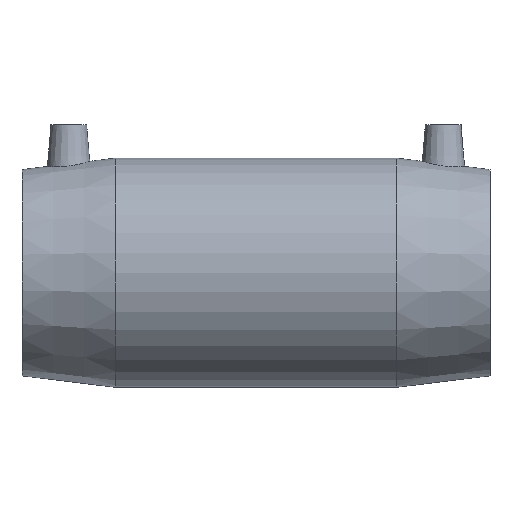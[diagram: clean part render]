
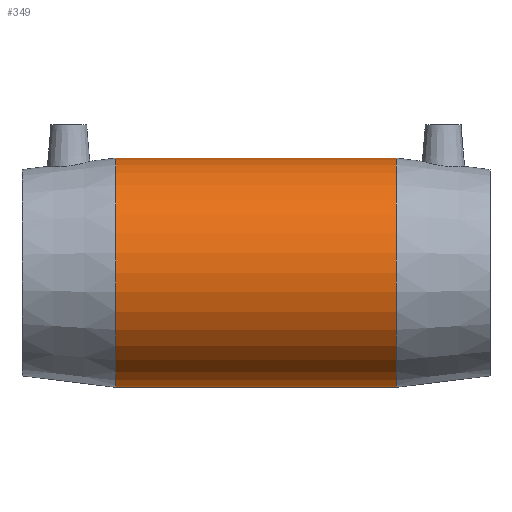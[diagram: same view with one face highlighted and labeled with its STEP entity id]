
A CAD part, top view. The second image highlights one B-rep face of the part: STEP entity #349.
In plain terms, the highlighted cylindrical face has radius 48 mm (diameter 96 mm), a full revolution.
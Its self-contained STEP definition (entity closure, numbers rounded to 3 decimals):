
#47=FACE_BOUND('',#155,.T.);
#48=FACE_BOUND('',#156,.T.);
#79=CIRCLE('',#395,48.);
#80=CIRCLE('',#396,48.);
#110=FACE_OUTER_BOUND('',#154,.T.);
#154=EDGE_LOOP('',(#286));
#155=EDGE_LOOP('',(#287));
#156=EDGE_LOOP('',(#288));
#191=B_SPLINE_CURVE_WITH_KNOTS('',3,(#621,#622,#623,#624,#625,#626,#627,
#628,#629,#630,#631,#632,#633,#634,#635,#636,#637,#638,#639,#640,#641,#642,
#643,#644,#645,#646,#647,#648,#649,#650,#651,#652,#653,#654,#655,#656,#657,
#658,#659,#660,#661,#662,#663,#664,#665,#666,#667,#668,#669,#670,#671,#672,
#673,#674,#675,#676,#677,#678,#679,#680,#681,#682,#683,#684,#685,#686),
 .UNSPECIFIED.,.T.,.F.,(4,2,2,2,2,2,2,2,2,2,2,2,2,2,2,2,2,2,2,2,2,2,2,2,
2,2,2,2,2,2,2,2,4),(0.,0.62,1.24,1.86,
2.48,3.094,3.708,4.322,4.936,
5.549,6.163,6.777,7.391,8.011,
8.631,9.251,9.871,10.491,11.111,
11.731,12.351,12.965,13.579,14.193,
14.807,15.42,16.034,16.648,17.262,
17.882,18.502,19.122,19.742),
 .UNSPECIFIED.);
#197=VERTEX_POINT('',#620);
#210=VERTEX_POINT('',#791);
#211=VERTEX_POINT('',#793);
#229=EDGE_CURVE('',#197,#197,#191,.T.);
#242=EDGE_CURVE('',#210,#210,#79,.T.);
#243=EDGE_CURVE('',#211,#211,#80,.T.);
#286=ORIENTED_EDGE('',*,*,#242,.F.);
#287=ORIENTED_EDGE('',*,*,#229,.T.);
#288=ORIENTED_EDGE('',*,*,#243,.T.);
#328=CYLINDRICAL_SURFACE('',#394,48.);
#349=ADVANCED_FACE('',(#110,#47,#48),#328,.T.);
#394=AXIS2_PLACEMENT_3D('',#790,#482,#483);
#395=AXIS2_PLACEMENT_3D('',#792,#484,#485);
#396=AXIS2_PLACEMENT_3D('',#794,#486,#487);
#482=DIRECTION('center_axis',(1.,0.,0.));
#483=DIRECTION('ref_axis',(0.,1.,0.));
#484=DIRECTION('center_axis',(1.,0.,0.));
#485=DIRECTION('ref_axis',(0.,0.,-1.));
#486=DIRECTION('center_axis',(1.,0.,0.));
#487=DIRECTION('ref_axis',(0.,0.,-1.));
#620=CARTESIAN_POINT('',(0.,-31.5,-36.218));
#621=CARTESIAN_POINT('Ctrl Pts',(0.,-31.5,-36.218));
#622=CARTESIAN_POINT('Ctrl Pts',(2.067,-31.5,-36.218));
#623=CARTESIAN_POINT('Ctrl Pts',(4.168,-31.294,-36.401));
#624=CARTESIAN_POINT('Ctrl Pts',(8.292,-30.462,-37.099));
#625=CARTESIAN_POINT('Ctrl Pts',(10.314,-29.837,-37.614));
#626=CARTESIAN_POINT('Ctrl Pts',(14.159,-28.216,-38.845));
#627=CARTESIAN_POINT('Ctrl Pts',(15.986,-27.218,-39.56));
#628=CARTESIAN_POINT('Ctrl Pts',(19.358,-24.933,-41.039));
#629=CARTESIAN_POINT('Ctrl Pts',(20.903,-23.644,-41.801));
#630=CARTESIAN_POINT('Ctrl Pts',(23.631,-20.917,-43.23));
#631=CARTESIAN_POINT('Ctrl Pts',(24.917,-19.379,-43.951));
#632=CARTESIAN_POINT('Ctrl Pts',(27.207,-16.006,-45.289));
#633=CARTESIAN_POINT('Ctrl Pts',(28.211,-14.17,-45.904));
#634=CARTESIAN_POINT('Ctrl Pts',(29.84,-10.305,-46.923));
#635=CARTESIAN_POINT('Ctrl Pts',(30.468,-8.271,-47.328));
#636=CARTESIAN_POINT('Ctrl Pts',(31.297,-4.142,-47.866));
#637=CARTESIAN_POINT('Ctrl Pts',(31.5,-2.046,-48.));
#638=CARTESIAN_POINT('Ctrl Pts',(31.5,2.046,-48.));
#639=CARTESIAN_POINT('Ctrl Pts',(31.297,4.142,-47.866));
#640=CARTESIAN_POINT('Ctrl Pts',(30.468,8.271,-47.328));
#641=CARTESIAN_POINT('Ctrl Pts',(29.84,10.305,-46.923));
#642=CARTESIAN_POINT('Ctrl Pts',(28.211,14.17,-45.904));
#643=CARTESIAN_POINT('Ctrl Pts',(27.207,16.006,-45.289));
#644=CARTESIAN_POINT('Ctrl Pts',(24.917,19.379,-43.951));
#645=CARTESIAN_POINT('Ctrl Pts',(23.631,20.917,-43.23));
#646=CARTESIAN_POINT('Ctrl Pts',(20.903,23.644,-41.801));
#647=CARTESIAN_POINT('Ctrl Pts',(19.358,24.933,-41.039));
#648=CARTESIAN_POINT('Ctrl Pts',(15.986,27.218,-39.56));
#649=CARTESIAN_POINT('Ctrl Pts',(14.159,28.216,-38.845));
#650=CARTESIAN_POINT('Ctrl Pts',(10.314,29.837,-37.614));
#651=CARTESIAN_POINT('Ctrl Pts',(8.292,30.462,-37.099));
#652=CARTESIAN_POINT('Ctrl Pts',(4.168,31.294,-36.401));
#653=CARTESIAN_POINT('Ctrl Pts',(2.067,31.5,-36.218));
#654=CARTESIAN_POINT('Ctrl Pts',(-2.067,31.5,-36.218));
#655=CARTESIAN_POINT('Ctrl Pts',(-4.168,31.294,-36.401));
#656=CARTESIAN_POINT('Ctrl Pts',(-8.292,30.462,-37.099));
#657=CARTESIAN_POINT('Ctrl Pts',(-10.314,29.837,-37.614));
#658=CARTESIAN_POINT('Ctrl Pts',(-14.159,28.216,-38.845));
#659=CARTESIAN_POINT('Ctrl Pts',(-15.986,27.218,-39.56));
#660=CARTESIAN_POINT('Ctrl Pts',(-19.358,24.933,-41.039));
#661=CARTESIAN_POINT('Ctrl Pts',(-20.903,23.644,-41.801));
#662=CARTESIAN_POINT('Ctrl Pts',(-23.631,20.917,-43.23));
#663=CARTESIAN_POINT('Ctrl Pts',(-24.917,19.379,-43.951));
#664=CARTESIAN_POINT('Ctrl Pts',(-27.207,16.006,-45.289));
#665=CARTESIAN_POINT('Ctrl Pts',(-28.211,14.17,-45.904));
#666=CARTESIAN_POINT('Ctrl Pts',(-29.84,10.305,-46.923));
#667=CARTESIAN_POINT('Ctrl Pts',(-30.468,8.271,-47.328));
#668=CARTESIAN_POINT('Ctrl Pts',(-31.297,4.142,-47.866));
#669=CARTESIAN_POINT('Ctrl Pts',(-31.5,2.046,-48.));
#670=CARTESIAN_POINT('Ctrl Pts',(-31.5,-2.046,-48.));
#671=CARTESIAN_POINT('Ctrl Pts',(-31.297,-4.142,-47.866));
#672=CARTESIAN_POINT('Ctrl Pts',(-30.468,-8.271,-47.328));
#673=CARTESIAN_POINT('Ctrl Pts',(-29.84,-10.305,-46.923));
#674=CARTESIAN_POINT('Ctrl Pts',(-28.211,-14.17,-45.904));
#675=CARTESIAN_POINT('Ctrl Pts',(-27.207,-16.006,-45.289));
#676=CARTESIAN_POINT('Ctrl Pts',(-24.917,-19.379,-43.951));
#677=CARTESIAN_POINT('Ctrl Pts',(-23.631,-20.917,-43.23));
#678=CARTESIAN_POINT('Ctrl Pts',(-20.903,-23.644,-41.801));
#679=CARTESIAN_POINT('Ctrl Pts',(-19.358,-24.933,-41.039));
#680=CARTESIAN_POINT('Ctrl Pts',(-15.986,-27.218,-39.56));
#681=CARTESIAN_POINT('Ctrl Pts',(-14.159,-28.216,-38.845));
#682=CARTESIAN_POINT('Ctrl Pts',(-10.314,-29.837,-37.614));
#683=CARTESIAN_POINT('Ctrl Pts',(-8.292,-30.462,-37.099));
#684=CARTESIAN_POINT('Ctrl Pts',(-4.168,-31.294,-36.401));
#685=CARTESIAN_POINT('Ctrl Pts',(-2.067,-31.5,-36.218));
#686=CARTESIAN_POINT('Ctrl Pts',(0.,-31.5,-36.218));
#790=CARTESIAN_POINT('Origin',(0.,0.,0.));
#791=CARTESIAN_POINT('',(58.8,48.,0.));
#792=CARTESIAN_POINT('Origin',(58.8,0.,0.));
#793=CARTESIAN_POINT('',(-58.8,48.,0.));
#794=CARTESIAN_POINT('Origin',(-58.8,0.,0.));
